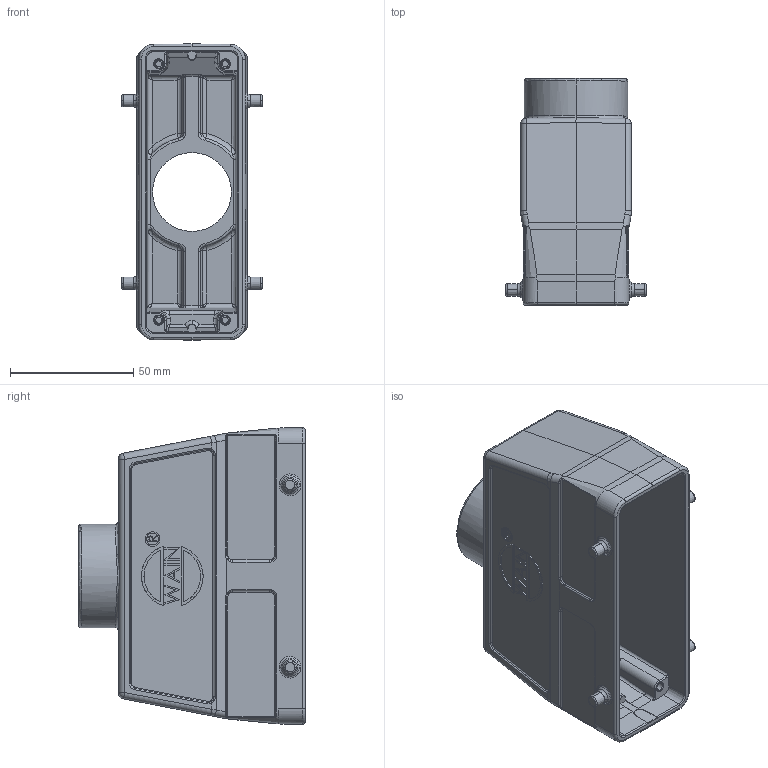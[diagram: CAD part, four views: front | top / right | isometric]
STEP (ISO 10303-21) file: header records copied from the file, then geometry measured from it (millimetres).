
FILE_DESCRIPTION(/* description */ (''),/* implementation_level */ '2;1');
FILE_NAME(/* name */ '3D_1240244305012_HV24B-TEH-4B-PG29_V1.1.stp',/* time_stamp */ '2024-01-17T13:53:49+08:00',/* author */ (''),/* organization */ (''),/* preprocessor_version */ 'ST-DEVELOPER v18.1',/* originating_system */ 'SIEMENS PLM Software NX 1980',/* authorisation */ '');
FILE_SCHEMA (('AUTOMOTIVE_DESIGN { 1 0 10303 214 3 1 1 1 }'));
Length unit declared in the file: millimetre
Products named in the file (1): 14593C30272Bdvvn
Bounding box: 57 x 92 x 120.2 mm (x, y, z)
Volume: 97793.6 mm3; surface area: 56573 mm2
Topology: 3 solids, 3 shells, 723 faces, 1783 edges, 1082 vertices
Faces by surface type: plane 250, cylinder 204, torus 148, bspline 56, cone 47, sphere 12, extrusion 6
Full cylindrical faces by diameter (mm): 32 x1, 35.6 x1
Entity records: 28654 total; most frequent: CARTESIAN_POINT 13081, ORIENTED_EDGE 3508, DIRECTION 2754, EDGE_CURVE 1754, VERTEX_POINT 1080, AXIS2_PLACEMENT_3D 982, VECTOR 790, LINE 784
